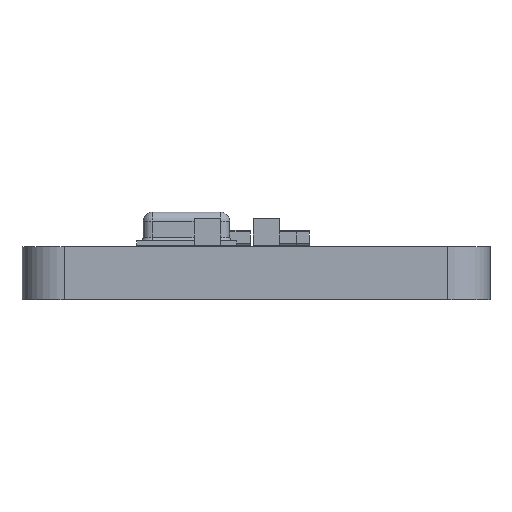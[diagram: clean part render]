
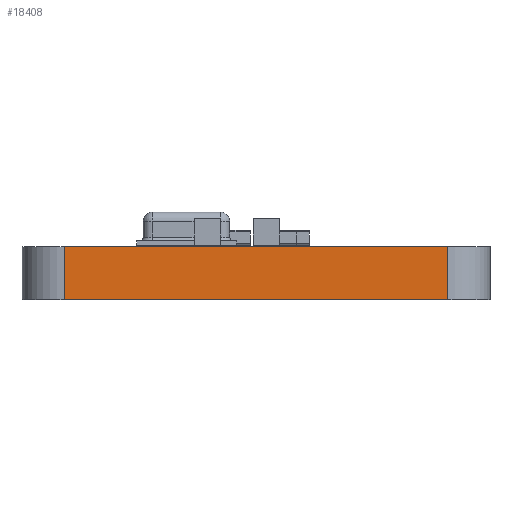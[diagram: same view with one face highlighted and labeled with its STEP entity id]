
A CAD part, left-side view. The second image highlights one B-rep face of the part: STEP entity #18408.
In plain terms, the highlighted planar face has unit normal (-1, 0, 0).
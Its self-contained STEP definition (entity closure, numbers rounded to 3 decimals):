
#17084 = PLANE('',#17085);
#17085 = AXIS2_PLACEMENT_3D('',#17086,#17087,#17088);
#17086 = CARTESIAN_POINT('',(147.32,-102.807,1.6));
#17087 = DIRECTION('',(0.,0.,1.));
#17088 = DIRECTION('',(1.,0.,0.));
#17139 = PLANE('',#17140);
#17140 = AXIS2_PLACEMENT_3D('',#17141,#17142,#17143);
#17141 = CARTESIAN_POINT('',(147.32,-102.807,0.));
#17142 = DIRECTION('',(0.,0.,1.));
#17143 = DIRECTION('',(1.,0.,0.));
#17500 = VERTEX_POINT('',#17501);
#17501 = CARTESIAN_POINT('',(140.335,-97.028,0.));
#17516 = CYLINDRICAL_SURFACE('',#17517,1.27);
#17517 = AXIS2_PLACEMENT_3D('',#17518,#17519,#17520);
#17518 = CARTESIAN_POINT('',(141.605,-97.028,0.));
#17519 = DIRECTION('',(0.,0.,-1.));
#17520 = DIRECTION('',(1.,0.,0.));
#17528 = EDGE_CURVE('',#17500,#17529,#17531,.T.);
#17529 = VERTEX_POINT('',#17530);
#17530 = CARTESIAN_POINT('',(140.335,-108.585,0.));
#17531 = SURFACE_CURVE('',#17532,(#17536,#17543),.PCURVE_S1.);
#17532 = LINE('',#17533,#17534);
#17533 = CARTESIAN_POINT('',(140.335,-97.028,0.));
#17534 = VECTOR('',#17535,1.);
#17535 = DIRECTION('',(0.,-1.,0.));
#17536 = PCURVE('',#17139,#17537);
#17537 = DEFINITIONAL_REPRESENTATION('',(#17538),#17542);
#17538 = LINE('',#17539,#17540);
#17539 = CARTESIAN_POINT('',(-6.985,5.779));
#17540 = VECTOR('',#17541,1.);
#17541 = DIRECTION('',(0.,-1.));
#17542 = ( GEOMETRIC_REPRESENTATION_CONTEXT(2) 
PARAMETRIC_REPRESENTATION_CONTEXT() REPRESENTATION_CONTEXT('2D SPACE',''
  ) );
#17543 = PCURVE('',#17544,#17549);
#17544 = PLANE('',#17545);
#17545 = AXIS2_PLACEMENT_3D('',#17546,#17547,#17548);
#17546 = CARTESIAN_POINT('',(140.335,-97.028,0.));
#17547 = DIRECTION('',(1.,0.,0.));
#17548 = DIRECTION('',(0.,-1.,0.));
#17549 = DEFINITIONAL_REPRESENTATION('',(#17550),#17554);
#17550 = LINE('',#17551,#17552);
#17551 = CARTESIAN_POINT('',(0.,0.));
#17552 = VECTOR('',#17553,1.);
#17553 = DIRECTION('',(1.,0.));
#17554 = ( GEOMETRIC_REPRESENTATION_CONTEXT(2) 
PARAMETRIC_REPRESENTATION_CONTEXT() REPRESENTATION_CONTEXT('2D SPACE',''
  ) );
#17573 = CYLINDRICAL_SURFACE('',#17574,1.27);
#17574 = AXIS2_PLACEMENT_3D('',#17575,#17576,#17577);
#17575 = CARTESIAN_POINT('',(141.605,-108.585,0.));
#17576 = DIRECTION('',(0.,0.,-1.));
#17577 = DIRECTION('',(1.,0.,0.));
#17964 = VERTEX_POINT('',#17965);
#17965 = CARTESIAN_POINT('',(140.335,-97.028,1.6));
#17987 = EDGE_CURVE('',#17964,#17988,#17990,.T.);
#17988 = VERTEX_POINT('',#17989);
#17989 = CARTESIAN_POINT('',(140.335,-108.585,1.6));
#17990 = SURFACE_CURVE('',#17991,(#17995,#18002),.PCURVE_S1.);
#17991 = LINE('',#17992,#17993);
#17992 = CARTESIAN_POINT('',(140.335,-97.028,1.6));
#17993 = VECTOR('',#17994,1.);
#17994 = DIRECTION('',(0.,-1.,0.));
#17995 = PCURVE('',#17084,#17996);
#17996 = DEFINITIONAL_REPRESENTATION('',(#17997),#18001);
#17997 = LINE('',#17998,#17999);
#17998 = CARTESIAN_POINT('',(-6.985,5.779));
#17999 = VECTOR('',#18000,1.);
#18000 = DIRECTION('',(0.,-1.));
#18001 = ( GEOMETRIC_REPRESENTATION_CONTEXT(2) 
PARAMETRIC_REPRESENTATION_CONTEXT() REPRESENTATION_CONTEXT('2D SPACE',''
  ) );
#18002 = PCURVE('',#17544,#18003);
#18003 = DEFINITIONAL_REPRESENTATION('',(#18004),#18008);
#18004 = LINE('',#18005,#18006);
#18005 = CARTESIAN_POINT('',(0.,-1.6));
#18006 = VECTOR('',#18007,1.);
#18007 = DIRECTION('',(1.,0.));
#18008 = ( GEOMETRIC_REPRESENTATION_CONTEXT(2) 
PARAMETRIC_REPRESENTATION_CONTEXT() REPRESENTATION_CONTEXT('2D SPACE',''
  ) );
#18385 = EDGE_CURVE('',#17529,#17988,#18386,.T.);
#18386 = SURFACE_CURVE('',#18387,(#18391,#18398),.PCURVE_S1.);
#18387 = LINE('',#18388,#18389);
#18388 = CARTESIAN_POINT('',(140.335,-108.585,0.));
#18389 = VECTOR('',#18390,1.);
#18390 = DIRECTION('',(0.,0.,1.));
#18391 = PCURVE('',#17573,#18392);
#18392 = DEFINITIONAL_REPRESENTATION('',(#18393),#18397);
#18393 = LINE('',#18394,#18395);
#18394 = CARTESIAN_POINT('',(-3.142,0.));
#18395 = VECTOR('',#18396,1.);
#18396 = DIRECTION('',(0.,-1.));
#18397 = ( GEOMETRIC_REPRESENTATION_CONTEXT(2) 
PARAMETRIC_REPRESENTATION_CONTEXT() REPRESENTATION_CONTEXT('2D SPACE',''
  ) );
#18398 = PCURVE('',#17544,#18399);
#18399 = DEFINITIONAL_REPRESENTATION('',(#18400),#18404);
#18400 = LINE('',#18401,#18402);
#18401 = CARTESIAN_POINT('',(11.557,0.));
#18402 = VECTOR('',#18403,1.);
#18403 = DIRECTION('',(0.,-1.));
#18404 = ( GEOMETRIC_REPRESENTATION_CONTEXT(2) 
PARAMETRIC_REPRESENTATION_CONTEXT() REPRESENTATION_CONTEXT('2D SPACE',''
  ) );
#18408 = ADVANCED_FACE('',(#18409),#17544,.F.);
#18409 = FACE_BOUND('',#18410,.F.);
#18410 = EDGE_LOOP('',(#18411,#18432,#18433,#18434));
#18411 = ORIENTED_EDGE('',*,*,#18412,.T.);
#18412 = EDGE_CURVE('',#17500,#17964,#18413,.T.);
#18413 = SURFACE_CURVE('',#18414,(#18418,#18425),.PCURVE_S1.);
#18414 = LINE('',#18415,#18416);
#18415 = CARTESIAN_POINT('',(140.335,-97.028,0.));
#18416 = VECTOR('',#18417,1.);
#18417 = DIRECTION('',(0.,0.,1.));
#18418 = PCURVE('',#17544,#18419);
#18419 = DEFINITIONAL_REPRESENTATION('',(#18420),#18424);
#18420 = LINE('',#18421,#18422);
#18421 = CARTESIAN_POINT('',(0.,0.));
#18422 = VECTOR('',#18423,1.);
#18423 = DIRECTION('',(0.,-1.));
#18424 = ( GEOMETRIC_REPRESENTATION_CONTEXT(2) 
PARAMETRIC_REPRESENTATION_CONTEXT() REPRESENTATION_CONTEXT('2D SPACE',''
  ) );
#18425 = PCURVE('',#17516,#18426);
#18426 = DEFINITIONAL_REPRESENTATION('',(#18427),#18431);
#18427 = LINE('',#18428,#18429);
#18428 = CARTESIAN_POINT('',(-3.142,0.));
#18429 = VECTOR('',#18430,1.);
#18430 = DIRECTION('',(0.,-1.));
#18431 = ( GEOMETRIC_REPRESENTATION_CONTEXT(2) 
PARAMETRIC_REPRESENTATION_CONTEXT() REPRESENTATION_CONTEXT('2D SPACE',''
  ) );
#18432 = ORIENTED_EDGE('',*,*,#17987,.T.);
#18433 = ORIENTED_EDGE('',*,*,#18385,.F.);
#18434 = ORIENTED_EDGE('',*,*,#17528,.F.);
